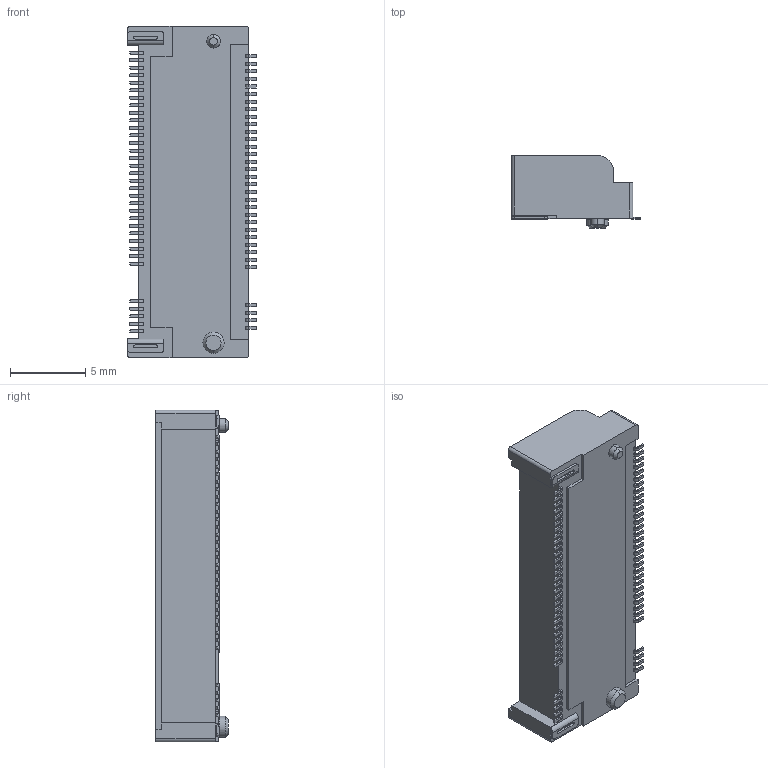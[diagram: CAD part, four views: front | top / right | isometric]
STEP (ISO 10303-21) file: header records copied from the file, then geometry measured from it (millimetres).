
FILE_DESCRIPTION((''),'2;1');
FILE_NAME('MDT420M0X001_C3D','2020-02-18T',('yunx.liu'),(''),'PRO/ENGINEER BY PARAMETRIC TECHNOLOGY CORPORATION, 2013320','PRO/ENGINEER BY PARAMETRIC TECHNOLOGY CORPORATION, 2013320','');
FILE_SCHEMA(('CONFIG_CONTROL_DESIGN'));
Length unit declared in the file: millimetre
Products named in the file (1): MDT420M0X001_C3D
Bounding box: 8.55 x 4.8 x 22 mm (x, y, z)
Volume: 543.8 mm3; surface area: 736.9 mm2
Topology: 1 solids, 1 shells, 1622 faces, 4611 edges, 3074 vertices
Faces by surface type: plane 1188, cylinder 429, cone 4, bspline 1
Entity records: 52841 total; most frequent: CARTESIAN_POINT 9839, ORIENTED_EDGE 9222, DIRECTION 8460, EDGE_CURVE 4611, VECTOR 3600, LINE 3600, VERTEX_POINT 3074, AXIS2_PLACEMENT_3D 2430
